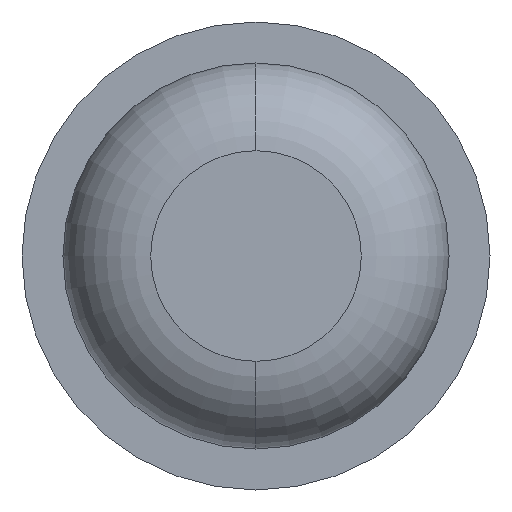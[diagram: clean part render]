
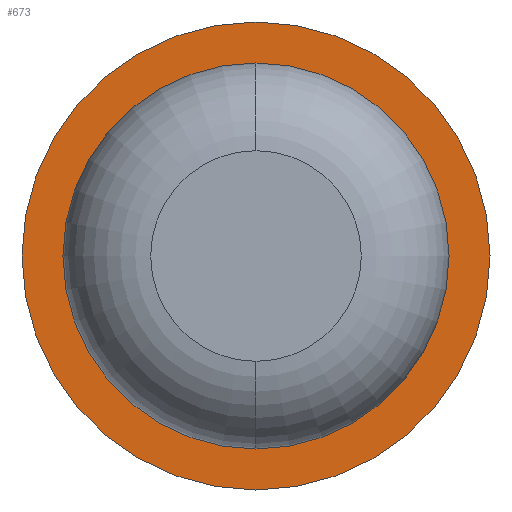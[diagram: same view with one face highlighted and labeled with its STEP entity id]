
A CAD part, front view. The second image highlights one B-rep face of the part: STEP entity #673.
In plain terms, the highlighted planar face has unit normal (0, -1, 0).
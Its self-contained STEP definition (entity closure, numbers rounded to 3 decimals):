
#76 = EDGE_CURVE ( 'Defeature ausgef�hrt1_5+Defeature ausgef�hrt1_0+Defeature ausgef�hrt1_0+Defeature ausgef�hrt1_0', #2349, #1602, #2955, .T. ) ;
#248 = AXIS2_PLACEMENT_3D ( 'NONE', #3151, #5036, #3887 ) ;
#326 = AXIS2_PLACEMENT_3D ( 'NONE', #4431, #2056, #4414 ) ;
#466 = DIRECTION ( 'NONE',  ( -1., 0., 0. ) ) ;
#579 = ORIENTED_EDGE ( 'NONE', *, *, #76, .T. ) ;
#673 = ADVANCED_FACE ( 'Defeature ausgef�hrt1_5', ( #1265, #4019 ), #1632, .F. ) ;
#691 = DIRECTION ( 'NONE',  ( 0., 1., 0. ) ) ;
#826 = EDGE_LOOP ( 'NONE', ( #3656, #5131 ) ) ;
#832 = DIRECTION ( 'NONE',  ( -1., 0., 0. ) ) ;
#950 = EDGE_CURVE ( 'Defeature ausgef�hrt1_6+Defeature ausgef�hrt1_5+Defeature ausgef�hrt1_5+Defeature ausgef�hrt1_5', #2172, #3279, #4317, .T. ) ;
#951 = ORIENTED_EDGE ( 'NONE', *, *, #2924, .T. ) ;
#1057 = CIRCLE ( 'NONE', #2575, 1. ) ;
#1265 = FACE_OUTER_BOUND ( 'NONE', #826, .T. ) ;
#1602 = VERTEX_POINT ( 'NONE', #4771 ) ;
#1614 = DIRECTION ( 'NONE',  ( 0., 1., 0. ) ) ;
#1632 = PLANE ( 'NONE',  #3402 ) ;
#2056 = DIRECTION ( 'NONE',  ( 0., 1., 0. ) ) ;
#2172 = VERTEX_POINT ( 'NONE', #3506 ) ;
#2349 = VERTEX_POINT ( 'NONE', #3205 ) ;
#2390 = DIRECTION ( 'NONE',  ( 0., 1., 0. ) ) ;
#2477 = AXIS2_PLACEMENT_3D ( 'NONE', #5053, #691, #2623 ) ;
#2482 = CARTESIAN_POINT ( 'NONE',  ( 0.825, -4., 0. ) ) ;
#2575 = AXIS2_PLACEMENT_3D ( 'NONE', #3625, #2390, #832 ) ;
#2623 = DIRECTION ( 'NONE',  ( -1., 0., 0. ) ) ;
#2873 = CIRCLE ( 'NONE', #326, 0.825 ) ;
#2924 = EDGE_CURVE ( 'Defeature ausgef�hrt1_5+Defeature ausgef�hrt1_0+Defeature ausgef�hrt1_0+Defeature ausgef�hrt1_0', #1602, #2349, #2873, .T. ) ;
#2955 = CIRCLE ( 'NONE', #2477, 0.825 ) ;
#3151 = CARTESIAN_POINT ( 'NONE',  ( 0., -4., 0. ) ) ;
#3205 = CARTESIAN_POINT ( 'NONE',  ( 0., -4., 0.825 ) ) ;
#3279 = VERTEX_POINT ( 'NONE', #5130 ) ;
#3358 = EDGE_CURVE ( 'Defeature ausgef�hrt1_6+Defeature ausgef�hrt1_5+Defeature ausgef�hrt1_5+Defeature ausgef�hrt1_5', #3279, #2172, #1057, .T. ) ;
#3402 = AXIS2_PLACEMENT_3D ( 'NONE', #2482, #1614, #466 ) ;
#3506 = CARTESIAN_POINT ( 'NONE',  ( -1., -4., 0. ) ) ;
#3625 = CARTESIAN_POINT ( 'NONE',  ( 0., -4., 0. ) ) ;
#3656 = ORIENTED_EDGE ( 'NONE', *, *, #950, .F. ) ;
#3887 = DIRECTION ( 'NONE',  ( -1., 0., 0. ) ) ;
#4019 = FACE_BOUND ( 'NONE', #4501, .T. ) ;
#4317 = CIRCLE ( 'NONE', #248, 1. ) ;
#4414 = DIRECTION ( 'NONE',  ( -1., 0., 0. ) ) ;
#4431 = CARTESIAN_POINT ( 'NONE',  ( 0., -4., 0. ) ) ;
#4501 = EDGE_LOOP ( 'NONE', ( #579, #951 ) ) ;
#4771 = CARTESIAN_POINT ( 'NONE',  ( 0., -4., -0.825 ) ) ;
#5036 = DIRECTION ( 'NONE',  ( 0., 1., 0. ) ) ;
#5053 = CARTESIAN_POINT ( 'NONE',  ( 0., -4., 0. ) ) ;
#5130 = CARTESIAN_POINT ( 'NONE',  ( 1., -4., 0. ) ) ;
#5131 = ORIENTED_EDGE ( 'NONE', *, *, #3358, .F. ) ;
